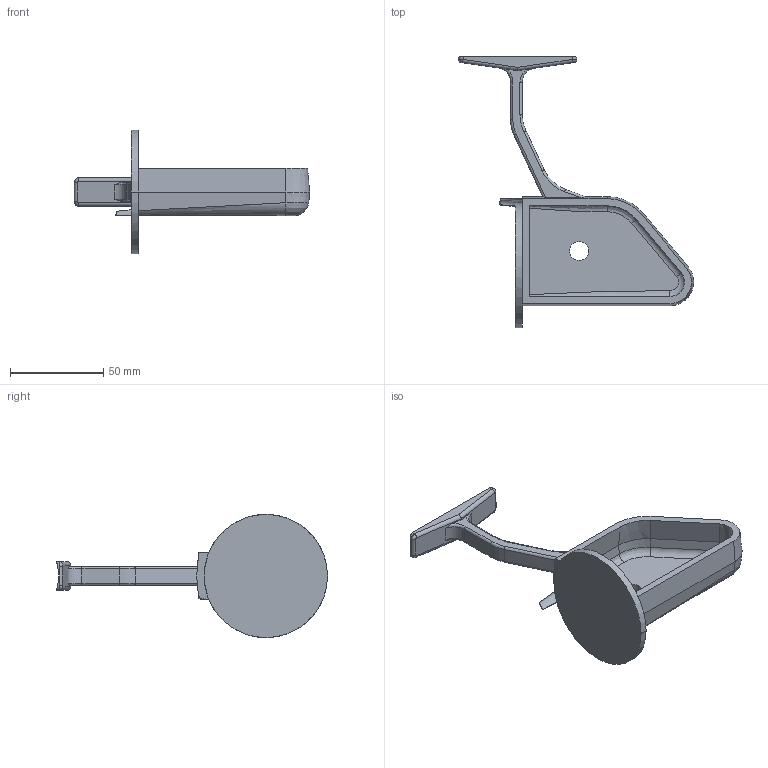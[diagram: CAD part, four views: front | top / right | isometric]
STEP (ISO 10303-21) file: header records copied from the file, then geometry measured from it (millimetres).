
FILE_DESCRIPTION(('produced by SPATIAL CORP'),'2;1');
FILE_NAME( 'reel_analysis.prt.hh.sat.stp','2002-04-19T13:31:48+00:00',('SPATIAL CORP'),('SPATIAL CORP'), 'ACIS STEP Husk','http://www.spatial.com','SPATIAL CORP');
FILE_SCHEMA(('CONFIG_CONTROL_DESIGN'));
Length unit declared in the file: millimetre
Products named in the file (1): PRODUCT_ID_1
Bounding box: 126.07 x 145.19 x 66.04 mm (x, y, z)
Volume: 58965.6 mm3; surface area: 29902.4 mm2
Topology: 1 solids, 1 shells, 94 faces, 229 edges, 138 vertices
Faces by surface type: cylinder 32, plane 32, bspline 12, torus 10, cone 8
Entity records: 10238 total; most frequent: CARTESIAN_POINT 8069, ORIENTED_EDGE 458, DIRECTION 403, EDGE_CURVE 229, AXIS2_PLACEMENT_3D 144, VERTEX_POINT 138, VECTOR 115, LINE 115
